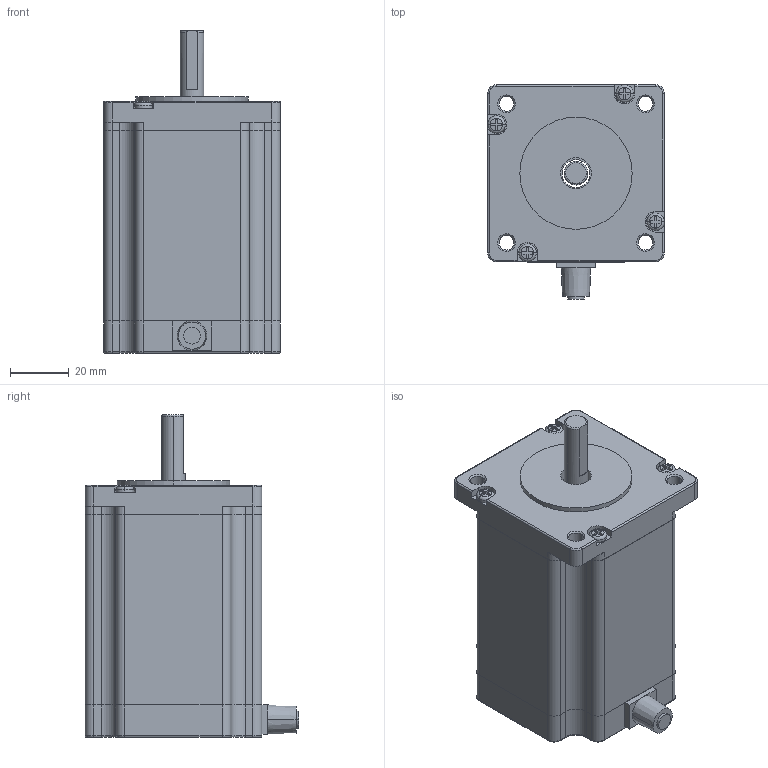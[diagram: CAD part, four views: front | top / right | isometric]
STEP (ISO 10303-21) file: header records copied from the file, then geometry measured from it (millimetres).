
FILE_DESCRIPTION((''),'2;1');
FILE_NAME('MT24HE35042M401_ASM','2017-03-20T',('Matteo Maccalli'),(''),'PRO/ENGINEER BY PARAMETRIC TECHNOLOGY CORPORATION, 2006320','PRO/ENGINEER BY PARAMETRIC TECHNOLOGY CORPORATION, 2006320','');
FILE_SCHEMA(('AUTOMOTIVE_DESIGN_CC2 { 1 2 10303 214 -1 1 5 2 }'));
Length unit declared in the file: millimetre
Products named in the file (7): MT24HE_FRONT_FLANGE_H3_FORO5; MT24HE35_STATOR_STACK; MT24HE_REAR_FLANGE_NO_HOLES; MT24HE_FRONT_SHAFT; TCC_M3X20; USCITACAVO_COPERTA; MT24HE35042M401_ASM
Assembly tree (9 placements, depth 2):
  MT24HE35042M401_ASM
    MT24HE_FRONT_FLANGE_H3_FORO5
    MT24HE35_STATOR_STACK
    MT24HE_REAR_FLANGE_NO_HOLES
    MT24HE_FRONT_SHAFT
    TCC_M3X20  x4
    USCITACAVO_COPERTA
Bounding box: 60 x 72.6 x 109.5 mm (x, y, z)
Volume: 169569.7 mm3; surface area: 59759.5 mm2
Topology: 9 solids, 13 shells, 434 faces, 1112 edges, 708 vertices
Faces by surface type: plane 202, cylinder 160, torus 34, cone 30, sphere 8
Entity records: 13802 total; most frequent: DIRECTION 2037, CARTESIAN_POINT 1907, ORIENTED_EDGE 1824, EDGE_CURVE 920, PRESENTATION_STYLE_ASSIGNMENT 866, STYLED_ITEM 866, CURVE_STYLE 856, AXIS2_PLACEMENT_3D 748
